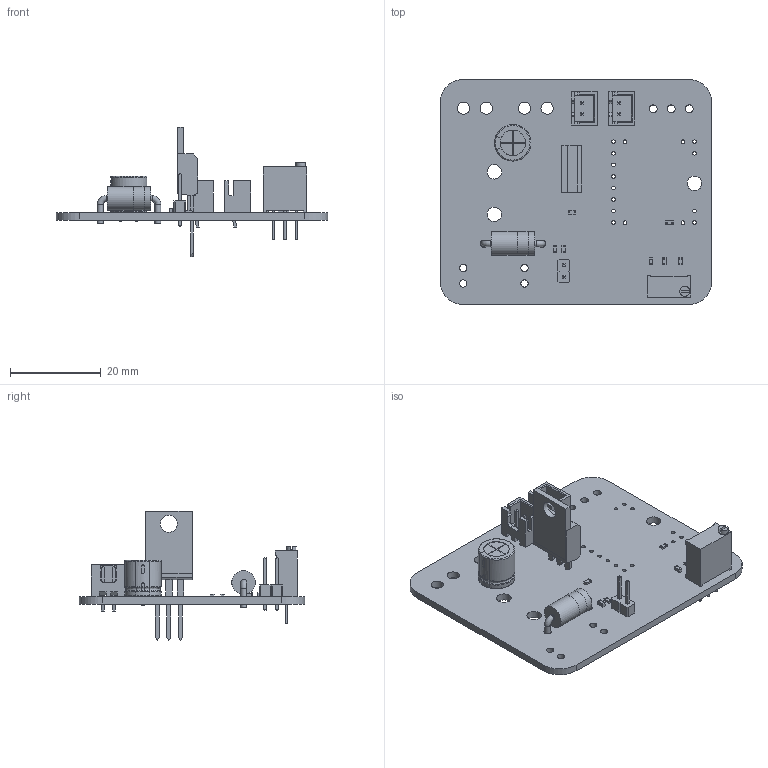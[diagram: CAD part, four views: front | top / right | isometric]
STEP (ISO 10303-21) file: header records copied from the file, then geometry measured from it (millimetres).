
FILE_DESCRIPTION(('KiCad electronic assembly'),'2;1');
FILE_NAME('____.step','2024-09-26T14:10:23',('Pcbnew'),('Kicad'), 'Open CASCADE STEP processor 7.8','KiCad to STEP converter','Unknown' );
FILE_SCHEMA(('AUTOMOTIVE_DESIGN { 1 0 10303 214 1 1 1 1 }'));
Length unit declared in the file: millimetre
Products named in the file (18): ____ 1; CP_Radial_D8.0mm_P3.50mm; CP_Radial_D80mm_P350mm; R_0603_1608Metric; D_DO-201AD_P12.70mm_Horizontal; TO-220-3_Vertical; JST_XH_B2B-XH-A_1x02_P2.50mm_Vertical; JST_B2B_XH_A; C_0603_1608Metric; Potentiometer_Bourns_3296W_Vertical; PinHeader_1x02_P2.54mm_Vertical; PinHeader_1x02_P254mm_Vertical; é»æºåºæ¿_PCB
Assembly tree (23 placements, depth 3):
  ____ 1
    CP_Radial_D8.0mm_P3.50mm
      CP_Radial_D80mm_P350mm
    R_0603_1608Metric  x5
      R_0603_1608Metric
    D_DO-201AD_P12.70mm_Horizontal
      D_DO-201AD_P12.70mm_Horizontal
    TO-220-3_Vertical
      TO-220-3_Vertical
    JST_XH_B2B-XH-A_1x02_P2.50mm_Vertical  x2
      JST_B2B_XH_A
    C_0603_1608Metric  x2
      C_0603_1608Metric
    Potentiometer_Bourns_3296W_Vertical
      Potentiometer_Bourns_3296W_Vertical
    PinHeader_1x02_P2.54mm_Vertical
      PinHeader_1x02_P254mm_Vertical
    é»æºåºæ¿_PCB
Bounding box: 59.69 x 49.53 x 28.52 mm (x, y, z)
Volume: 6430.8 mm3; surface area: 8900.7 mm2
Topology: 15 solids, 16 shells, 621 faces, 1619 edges, 1057 vertices
Faces by surface type: plane 454, cylinder 149, bspline 8, revolution 6, torus 4
Full cylindrical faces by diameter (mm): 0.5 x2, 0.51 x3, 0.8 x21, 1 x6, 1.1 x3, 1.3 x4, 1.6 x6, 1.7 x3, 2.19 x1, 2.7 x4, 3.2 x3, 3.735 x1, 5.2 x2, 5.22 x1
Entity records: 15922 total; most frequent: CARTESIAN_POINT 3066, ORIENTED_EDGE 2072, DIRECTION 2058, EDGE_CURVE 1036, LINE 774, VECTOR 774, VERTEX_POINT 677, AXIS2_PLACEMENT_3D 639
